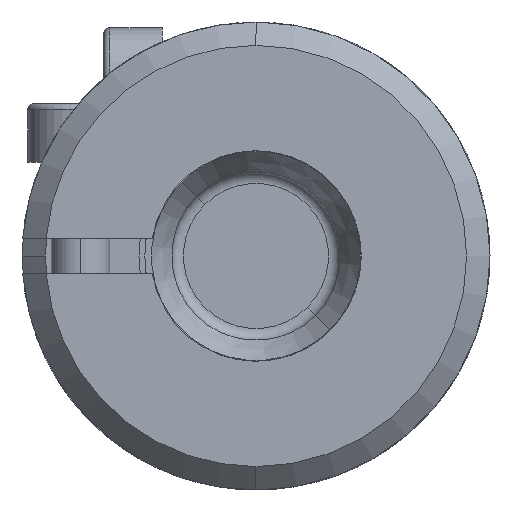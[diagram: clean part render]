
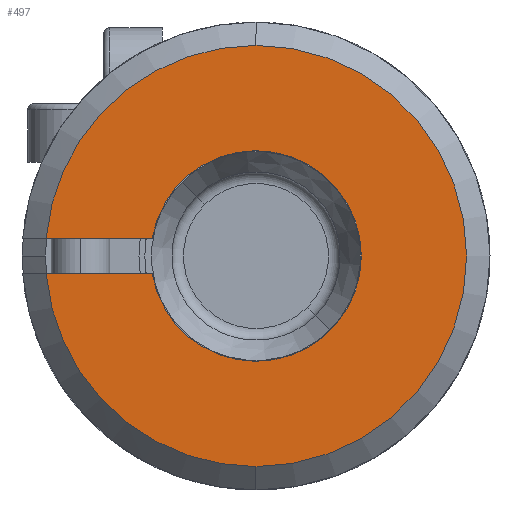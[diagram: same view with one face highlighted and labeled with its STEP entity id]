
A CAD part, left-side view. The second image highlights one B-rep face of the part: STEP entity #497.
In plain terms, the highlighted planar face has unit normal (-1, 0, 0).
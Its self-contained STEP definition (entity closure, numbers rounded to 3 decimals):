
#497=ADVANCED_FACE('',(#997),#998,.T.);
#997=FACE_OUTER_BOUND('',#1540,.T.);
#998=PLANE('',#1541);
#1540=EDGE_LOOP('',(#2572,#2573,#2574,#2575,#2576,#2577,#2578));
#1541=AXIS2_PLACEMENT_3D('',#2579,#2580,#2581);
#2572=ORIENTED_EDGE('',*,*,#3609,.T.);
#2573=ORIENTED_EDGE('',*,*,#3618,.T.);
#2574=ORIENTED_EDGE('',*,*,#3559,.T.);
#2575=ORIENTED_EDGE('',*,*,#3612,.T.);
#2576=ORIENTED_EDGE('',*,*,#3581,.T.);
#2577=ORIENTED_EDGE('',*,*,#3619,.T.);
#2578=ORIENTED_EDGE('',*,*,#3586,.T.);
#2579=CARTESIAN_POINT('',(-15.0,0.0,4.5));
#2580=DIRECTION('',(-1.0,0.0,0.0));
#2581=DIRECTION('',(0.0,0.0,1.0));
#3559=EDGE_CURVE('',#4269,#4273,#4275,.T.);
#3581=EDGE_CURVE('',#4313,#4311,#4314,.T.);
#3586=EDGE_CURVE('',#4317,#4319,#4321,.T.);
#3609=EDGE_CURVE('',#4319,#4352,#4354,.T.);
#3612=EDGE_CURVE('',#4273,#4313,#4357,.T.);
#3618=EDGE_CURVE('',#4352,#4269,#4363,.T.);
#3619=EDGE_CURVE('',#4311,#4317,#4364,.T.);
#4269=VERTEX_POINT('',#5476);
#4273=VERTEX_POINT('',#5481);
#4275=CIRCLE('',#5484,4.5);
#4311=VERTEX_POINT('',#5717);
#4313=VERTEX_POINT('',#5720);
#4314=CIRCLE('',#5721,9.0);
#4317=VERTEX_POINT('',#5733);
#4319=VERTEX_POINT('',#5736);
#4321=CIRCLE('',#5747,9.0);
#4352=VERTEX_POINT('',#5785);
#4354=LINE('',#5788,#5789);
#4357=LINE('',#5792,#5793);
#4363=CIRCLE('',#5800,4.5);
#4364=CIRCLE('',#5801,9.0);
#5476=CARTESIAN_POINT('',(-15.0,-4.5,0.));
#5481=CARTESIAN_POINT('',(-15.0,4.437,-0.75));
#5484=AXIS2_PLACEMENT_3D('',#6736,#6737,#6738);
#5717=CARTESIAN_POINT('',(-15.0,0.,-9.0));
#5720=CARTESIAN_POINT('',(-15.0,8.969,-0.75));
#5721=AXIS2_PLACEMENT_3D('',#6759,#6760,#6761);
#5733=CARTESIAN_POINT('',(-15.0,0.,9.0));
#5736=CARTESIAN_POINT('',(-15.0,8.969,0.75));
#5747=AXIS2_PLACEMENT_3D('',#6763,#6764,#6765);
#5785=CARTESIAN_POINT('',(-15.0,4.437,0.75));
#5788=CARTESIAN_POINT('',(-15.0,2.5,0.75));
#5789=VECTOR('',#6798,1.0);
#5792=CARTESIAN_POINT('',(-15.0,2.5,-0.75));
#5793=VECTOR('',#6802,1.0);
#5800=AXIS2_PLACEMENT_3D('',#6804,#6805,#6806);
#5801=AXIS2_PLACEMENT_3D('',#6807,#6808,#6809);
#6736=CARTESIAN_POINT('',(-15.0,0.0,0.0));
#6737=DIRECTION('',(1.0,0.0,-0.0));
#6738=DIRECTION('',(0.0,-1.0,0.0));
#6759=CARTESIAN_POINT('',(-15.0,0.0,0.0));
#6760=DIRECTION('',(-1.0,0.0,0.0));
#6761=DIRECTION('',(0.0,0.0,1.0));
#6763=CARTESIAN_POINT('',(-15.0,0.0,0.0));
#6764=DIRECTION('',(-1.0,0.0,0.0));
#6765=DIRECTION('',(0.0,0.0,1.0));
#6798=DIRECTION('',(-0.0,-1.0,-0.0));
#6802=DIRECTION('',(0.0,1.0,-0.0));
#6804=CARTESIAN_POINT('',(-15.0,0.0,0.0));
#6805=DIRECTION('',(1.0,0.0,-0.0));
#6806=DIRECTION('',(0.0,-1.0,0.0));
#6807=CARTESIAN_POINT('',(-15.0,0.0,0.0));
#6808=DIRECTION('',(-1.0,0.0,0.0));
#6809=DIRECTION('',(0.0,0.0,1.0));
